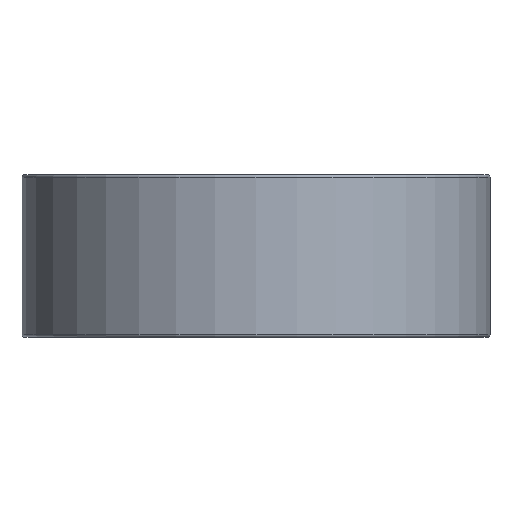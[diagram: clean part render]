
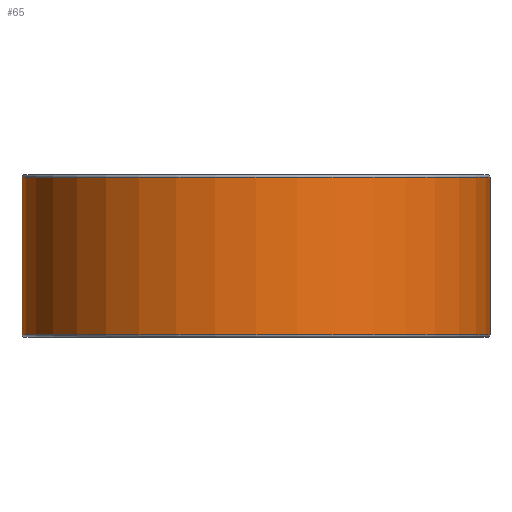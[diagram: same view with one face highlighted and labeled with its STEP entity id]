
A CAD part, front view. The second image highlights one B-rep face of the part: STEP entity #65.
In plain terms, the highlighted cylindrical face has radius 11.519 mm (diameter 23.038 mm), a partial arc.
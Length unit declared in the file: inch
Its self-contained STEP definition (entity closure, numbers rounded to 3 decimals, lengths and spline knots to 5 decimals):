
#5 = ORIENTED_EDGE ( 'NONE', *, *, #138, .T. ) ;
#39 = DIRECTION ( 'NONE',  ( 0., 0., -1. ) ) ;
#45 = EDGE_CURVE ( 'NONE', #88, #155, #166, .T. ) ;
#59 = DIRECTION ( 'NONE',  ( 0., 0., -1. ) ) ;
#60 = CIRCLE ( 'NONE', #108, 0.4535 ) ;
#65 = ADVANCED_FACE ( 'NONE', ( #111 ), #173, .T. ) ;
#73 = DIRECTION ( 'NONE',  ( 0., 0., 1. ) ) ;
#87 = CARTESIAN_POINT ( 'NONE',  ( -0.4535, 0., 0.315 ) ) ;
#88 = VERTEX_POINT ( 'NONE', #118 ) ;
#98 = LINE ( 'NONE', #87, #245 ) ;
#99 = CIRCLE ( 'NONE', #203, 0.4535 ) ;
#108 = AXIS2_PLACEMENT_3D ( 'NONE', #231, #39, #204 ) ;
#111 = FACE_OUTER_BOUND ( 'NONE', #131, .T. ) ;
#116 = VERTEX_POINT ( 'NONE', #251 ) ;
#118 = CARTESIAN_POINT ( 'NONE',  ( 0.4535, 0., 0.31 ) ) ;
#131 = EDGE_LOOP ( 'NONE', ( #254, #191, #5, #356 ) ) ;
#132 = DIRECTION ( 'NONE',  ( 1., 0., 0. ) ) ;
#138 = EDGE_CURVE ( 'NONE', #116, #267, #98, .T. ) ;
#142 = CARTESIAN_POINT ( 'NONE',  ( 0., 0., 0.315 ) ) ;
#143 = CARTESIAN_POINT ( 'NONE',  ( 0.4535, 0., 0.315 ) ) ;
#155 = VERTEX_POINT ( 'NONE', #333 ) ;
#156 = CARTESIAN_POINT ( 'NONE',  ( -0.4535, 0., 0.005 ) ) ;
#166 = LINE ( 'NONE', #143, #309 ) ;
#173 = CYLINDRICAL_SURFACE ( 'NONE', #294, 0.4535 ) ;
#191 = ORIENTED_EDGE ( 'NONE', *, *, #347, .T. ) ;
#203 = AXIS2_PLACEMENT_3D ( 'NONE', #318, #73, #132 ) ;
#204 = DIRECTION ( 'NONE',  ( 1., 0., 0. ) ) ;
#223 = DIRECTION ( 'NONE',  ( -1., 0., 0. ) ) ;
#231 = CARTESIAN_POINT ( 'NONE',  ( 0., 0., 0.31 ) ) ;
#245 = VECTOR ( 'NONE', #59, 39.37008 ) ;
#251 = CARTESIAN_POINT ( 'NONE',  ( -0.4535, 0., 0.31 ) ) ;
#254 = ORIENTED_EDGE ( 'NONE', *, *, #45, .F. ) ;
#267 = VERTEX_POINT ( 'NONE', #156 ) ;
#294 = AXIS2_PLACEMENT_3D ( 'NONE', #142, #352, #223 ) ;
#309 = VECTOR ( 'NONE', #355, 39.37008 ) ;
#318 = CARTESIAN_POINT ( 'NONE',  ( 0., 0., 0.005 ) ) ;
#333 = CARTESIAN_POINT ( 'NONE',  ( 0.4535, 0., 0.005 ) ) ;
#334 = EDGE_CURVE ( 'NONE', #267, #155, #99, .T. ) ;
#347 = EDGE_CURVE ( 'NONE', #88, #116, #60, .T. ) ;
#352 = DIRECTION ( 'NONE',  ( 0., 0., -1. ) ) ;
#355 = DIRECTION ( 'NONE',  ( 0., 0., -1. ) ) ;
#356 = ORIENTED_EDGE ( 'NONE', *, *, #334, .T. ) ;
